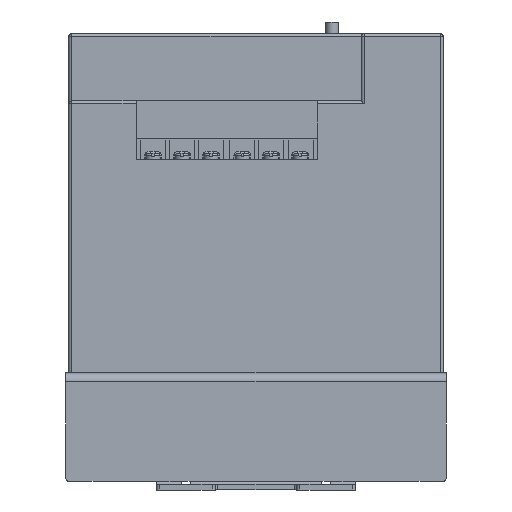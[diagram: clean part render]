
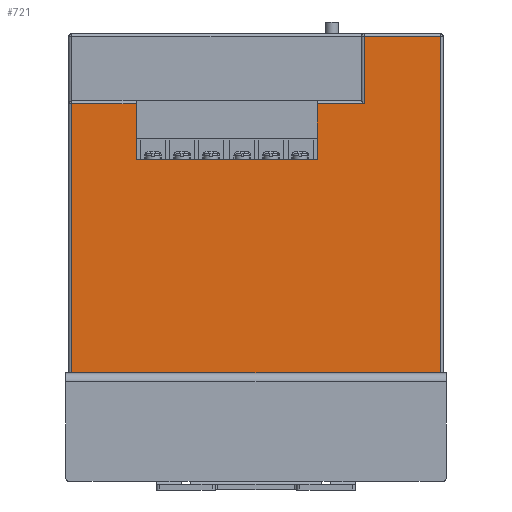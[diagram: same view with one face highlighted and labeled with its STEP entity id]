
A CAD part, front view. The second image highlights one B-rep face of the part: STEP entity #721.
In plain terms, the highlighted planar face has unit normal (0, -1, 0).
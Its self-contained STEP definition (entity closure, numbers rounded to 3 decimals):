
#258 = VERTEX_POINT ( 'NONE', #1101 ) ;
#264 = ORIENTED_EDGE ( 'NONE', *, *, #13575, .T. ) ;
#342 = DIRECTION ( 'NONE',  ( -1., 0., 0. ) ) ;
#363 = VERTEX_POINT ( 'NONE', #8308 ) ;
#625 = ORIENTED_EDGE ( 'NONE', *, *, #15496, .F. ) ;
#678 = DIRECTION ( 'NONE',  ( -1., 0., 0. ) ) ;
#721 = ADVANCED_FACE ( 'NONE', ( #4677 ), #9567, .F. ) ;
#852 = DIRECTION ( 'NONE',  ( 0., 0., -1. ) ) ;
#925 = CARTESIAN_POINT ( 'NONE',  ( 84.923, -88., 23. ) ) ;
#1101 = CARTESIAN_POINT ( 'NONE',  ( 85., -88., 23. ) ) ;
#1403 = EDGE_CURVE ( 'NONE', #5387, #258, #2027, .T. ) ;
#1473 = VECTOR ( 'NONE', #12976, 1000. ) ;
#1550 = DIRECTION ( 'NONE',  ( -1., 0., 0. ) ) ;
#1625 = LINE ( 'NONE', #4491, #5266 ) ;
#1965 = EDGE_CURVE ( 'NONE', #12858, #5222, #2764, .T. ) ;
#1967 = LINE ( 'NONE', #10285, #8640 ) ;
#2027 = LINE ( 'NONE', #11376, #15190 ) ;
#2189 = CARTESIAN_POINT ( 'NONE',  ( 23., -88., 15. ) ) ;
#2325 = EDGE_CURVE ( 'NONE', #5318, #2438, #10019, .T. ) ;
#2368 = CARTESIAN_POINT ( 'NONE',  ( 128., -88., 58. ) ) ;
#2438 = VERTEX_POINT ( 'NONE', #14567 ) ;
#2764 = LINE ( 'NONE', #7802, #12910 ) ;
#2871 = LINE ( 'NONE', #10227, #3265 ) ;
#3265 = VECTOR ( 'NONE', #7745, 1000. ) ;
#3622 = EDGE_CURVE ( 'NONE', #2438, #11151, #8445, .T. ) ;
#4351 = ORIENTED_EDGE ( 'NONE', *, *, #1403, .F. ) ;
#4368 = CARTESIAN_POINT ( 'NONE',  ( 128., -88., -58. ) ) ;
#4454 = CARTESIAN_POINT ( 'NONE',  ( 1., -88., -58. ) ) ;
#4491 = CARTESIAN_POINT ( 'NONE',  ( 128., -88., 34. ) ) ;
#4493 = EDGE_CURVE ( 'NONE', #5318, #9278, #9342, .T. ) ;
#4641 = VECTOR ( 'NONE', #5943, 1000. ) ;
#4677 = FACE_OUTER_BOUND ( 'NONE', #8095, .T. ) ;
#4813 = LINE ( 'NONE', #9701, #11097 ) ;
#4877 = EDGE_CURVE ( 'NONE', #12858, #11151, #6506, .T. ) ;
#5102 = ORIENTED_EDGE ( 'NONE', *, *, #2325, .T. ) ;
#5170 = ORIENTED_EDGE ( 'NONE', *, *, #9898, .F. ) ;
#5222 = VERTEX_POINT ( 'NONE', #9140 ) ;
#5266 = VECTOR ( 'NONE', #15390, 1000. ) ;
#5269 = EDGE_CURVE ( 'NONE', #363, #8547, #1625, .T. ) ;
#5298 = VECTOR ( 'NONE', #9046, 1000. ) ;
#5318 = VERTEX_POINT ( 'NONE', #11845 ) ;
#5387 = VERTEX_POINT ( 'NONE', #9462 ) ;
#5943 = DIRECTION ( 'NONE',  ( 0., 0., -1. ) ) ;
#6043 = CARTESIAN_POINT ( 'NONE',  ( 1., -88., -58. ) ) ;
#6397 = VERTEX_POINT ( 'NONE', #925 ) ;
#6470 = AXIS2_PLACEMENT_3D ( 'NONE', #2368, #14539, #7232 ) ;
#6506 = LINE ( 'NONE', #4368, #7829 ) ;
#6524 = DIRECTION ( 'NONE',  ( 0., 0., -1. ) ) ;
#6652 = DIRECTION ( 'NONE',  ( 0., 0., 1. ) ) ;
#6713 = CARTESIAN_POINT ( 'NONE',  ( 101., -88., 58. ) ) ;
#7232 = DIRECTION ( 'NONE',  ( 0., 0., 1. ) ) ;
#7618 = ORIENTED_EDGE ( 'NONE', *, *, #4493, .F. ) ;
#7745 = DIRECTION ( 'NONE',  ( 1., 0., 0. ) ) ;
#7802 = CARTESIAN_POINT ( 'NONE',  ( 127., -88., 58. ) ) ;
#7829 = VECTOR ( 'NONE', #678, 1000. ) ;
#7934 = LINE ( 'NONE', #6713, #5298 ) ;
#7964 = CARTESIAN_POINT ( 'NONE',  ( 127., -88., -58. ) ) ;
#8087 = CARTESIAN_POINT ( 'NONE',  ( 128., -88., 57. ) ) ;
#8095 = EDGE_LOOP ( 'NONE', ( #7618, #5102, #9459, #9638, #13996, #8724, #264, #14533, #8653, #625, #4351, #5170 ) ) ;
#8308 = CARTESIAN_POINT ( 'NONE',  ( 101., -88., 34. ) ) ;
#8445 = LINE ( 'NONE', #4454, #4641 ) ;
#8547 = VERTEX_POINT ( 'NONE', #11839 ) ;
#8640 = VECTOR ( 'NONE', #852, 1000. ) ;
#8653 = ORIENTED_EDGE ( 'NONE', *, *, #13824, .T. ) ;
#8724 = ORIENTED_EDGE ( 'NONE', *, *, #13690, .T. ) ;
#8927 = VECTOR ( 'NONE', #1550, 1000. ) ;
#9046 = DIRECTION ( 'NONE',  ( 0., 0., -1. ) ) ;
#9140 = CARTESIAN_POINT ( 'NONE',  ( 127., -88., 57. ) ) ;
#9278 = VERTEX_POINT ( 'NONE', #2189 ) ;
#9342 = LINE ( 'NONE', #12945, #11803 ) ;
#9459 = ORIENTED_EDGE ( 'NONE', *, *, #3622, .T. ) ;
#9462 = CARTESIAN_POINT ( 'NONE',  ( 85., -88., 15. ) ) ;
#9567 = PLANE ( 'NONE',  #6470 ) ;
#9638 = ORIENTED_EDGE ( 'NONE', *, *, #4877, .F. ) ;
#9701 = CARTESIAN_POINT ( 'NONE',  ( 23., -88., 23. ) ) ;
#9898 = EDGE_CURVE ( 'NONE', #9278, #5387, #2871, .T. ) ;
#9943 = CARTESIAN_POINT ( 'NONE',  ( 128., -88., 34. ) ) ;
#10019 = LINE ( 'NONE', #9943, #8927 ) ;
#10227 = CARTESIAN_POINT ( 'NONE',  ( 23., -88., 15. ) ) ;
#10285 = CARTESIAN_POINT ( 'NONE',  ( 84.923, -88., 58. ) ) ;
#11097 = VECTOR ( 'NONE', #342, 1000. ) ;
#11151 = VERTEX_POINT ( 'NONE', #6043 ) ;
#11376 = CARTESIAN_POINT ( 'NONE',  ( 85., -88., 23. ) ) ;
#11803 = VECTOR ( 'NONE', #6524, 1000. ) ;
#11839 = CARTESIAN_POINT ( 'NONE',  ( 84.923, -88., 34. ) ) ;
#11845 = CARTESIAN_POINT ( 'NONE',  ( 23., -88., 34. ) ) ;
#12688 = DIRECTION ( 'NONE',  ( 0., 0., 1. ) ) ;
#12858 = VERTEX_POINT ( 'NONE', #7964 ) ;
#12910 = VECTOR ( 'NONE', #12688, 1000. ) ;
#12945 = CARTESIAN_POINT ( 'NONE',  ( 23., -88., 23. ) ) ;
#12976 = DIRECTION ( 'NONE',  ( -1., 0., 0. ) ) ;
#13575 = EDGE_CURVE ( 'NONE', #14585, #363, #7934, .T. ) ;
#13690 = EDGE_CURVE ( 'NONE', #5222, #14585, #14177, .T. ) ;
#13824 = EDGE_CURVE ( 'NONE', #8547, #6397, #1967, .T. ) ;
#13996 = ORIENTED_EDGE ( 'NONE', *, *, #1965, .T. ) ;
#14177 = LINE ( 'NONE', #8087, #1473 ) ;
#14533 = ORIENTED_EDGE ( 'NONE', *, *, #5269, .T. ) ;
#14539 = DIRECTION ( 'NONE',  ( 0., 1., 0. ) ) ;
#14567 = CARTESIAN_POINT ( 'NONE',  ( 1., -88., 34. ) ) ;
#14585 = VERTEX_POINT ( 'NONE', #15301 ) ;
#15190 = VECTOR ( 'NONE', #6652, 1000. ) ;
#15301 = CARTESIAN_POINT ( 'NONE',  ( 101., -88., 57. ) ) ;
#15390 = DIRECTION ( 'NONE',  ( -1., 0., 0. ) ) ;
#15496 = EDGE_CURVE ( 'NONE', #258, #6397, #4813, .T. ) ;
